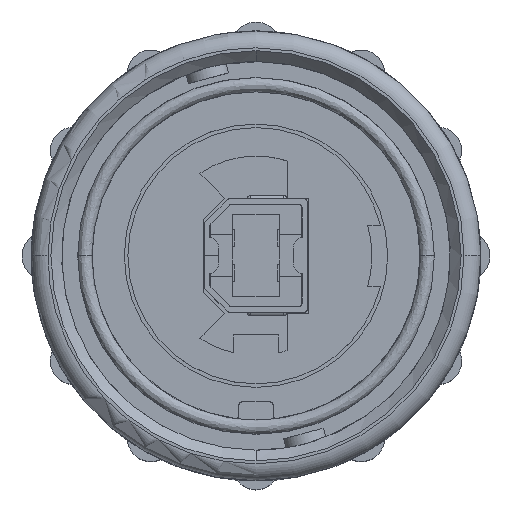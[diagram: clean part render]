
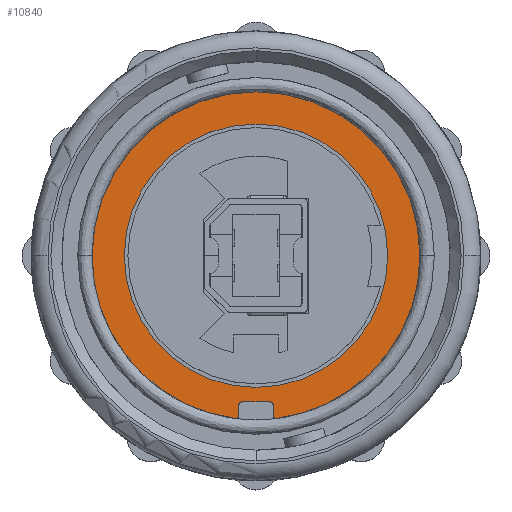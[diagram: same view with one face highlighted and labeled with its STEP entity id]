
A CAD part, top view. The second image highlights one B-rep face of the part: STEP entity #10840.
In plain terms, the highlighted planar face has unit normal (0, 0, 1).
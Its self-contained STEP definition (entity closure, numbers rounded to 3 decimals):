
#114 = AXIS2_PLACEMENT_3D ( 'NONE', #995, #996, #997 ) ;
#115 = AXIS2_PLACEMENT_3D ( 'NONE', #989, #993, #994 ) ;
#116 = AXIS2_PLACEMENT_3D ( 'NONE', #986, #987, #988 ) ;
#122 = VECTOR ( 'NONE', #965, 1000. ) ;
#123 = AXIS2_PLACEMENT_3D ( 'NONE', #944, #969, #970 ) ;
#125 = VECTOR ( 'NONE', #959, 1000. ) ;
#127 = VECTOR ( 'NONE', #953, 1000. ) ;
#132 = AXIS2_PLACEMENT_3D ( 'NONE', #977, #978, #979 ) ;
#135 = AXIS2_PLACEMENT_3D ( 'NONE', #926, #933, #934 ) ;
#141 = AXIS2_PLACEMENT_3D ( 'NONE', #917, #921, #922 ) ;
#332 = EDGE_CURVE ( 'NONE', #4461, #4462, #420, .T. ) ;
#336 = EDGE_CURVE ( 'NONE', #7406, #7403, #422, .T. ) ;
#342 = EDGE_CURVE ( 'NONE', #7403, #7396, #951, .T. ) ;
#344 = EDGE_CURVE ( 'NONE', #7399, #4461, #957, .T. ) ;
#346 = EDGE_CURVE ( 'NONE', #7406, #4462, #963, .T. ) ;
#348 = EDGE_CURVE ( 'NONE', #6897, #6899, #425, .T. ) ;
#351 = EDGE_CURVE ( 'NONE', #7392, #7396, #427, .T. ) ;
#354 = EDGE_CURVE ( 'NONE', #7399, #7401, #430, .T. ) ;
#356 = EDGE_CURVE ( 'NONE', #7401, #6910, #431, .T. ) ;
#357 = EDGE_CURVE ( 'NONE', #6904, #7392, #432, .T. ) ;
#420 = CIRCLE ( 'NONE', #141, 0.254 ) ;
#422 = CIRCLE ( 'NONE', #135, 0.254 ) ;
#425 = CIRCLE ( 'NONE', #123, 9.296 ) ;
#427 = CIRCLE ( 'NONE', #132, 0.254 ) ;
#430 = CIRCLE ( 'NONE', #116, 0.254 ) ;
#431 = CIRCLE ( 'NONE', #115, 11.57 ) ;
#432 = CIRCLE ( 'NONE', #114, 11.57 ) ;
#673 = CIRCLE ( 'NONE', #5101, 9.296 ) ;
#678 = CIRCLE ( 'NONE', #5088, 11.57 ) ;
#917 = CARTESIAN_POINT ( 'NONE',  ( -0.952, -10.554, 0. ) ) ;
#921 = DIRECTION ( 'NONE',  ( 0., 0., -1. ) ) ;
#922 = DIRECTION ( 'NONE',  ( -1., 0., 0. ) ) ;
#926 = CARTESIAN_POINT ( 'NONE',  ( 0.952, -10.554, 0. ) ) ;
#933 = DIRECTION ( 'NONE',  ( 0., 0., -1. ) ) ;
#934 = DIRECTION ( 'NONE',  ( -1., 0., 0. ) ) ;
#944 = CARTESIAN_POINT ( 'NONE',  ( 0., 0., 0. ) ) ;
#951 = LINE ( 'NONE', #952, #127 ) ;
#952 = CARTESIAN_POINT ( 'NONE',  ( 1.206, -10.3, 0. ) ) ;
#953 = DIRECTION ( 'NONE',  ( 0., -1., 0. ) ) ;
#957 = LINE ( 'NONE', #958, #125 ) ;
#958 = CARTESIAN_POINT ( 'NONE',  ( -1.206, -11.507, 0. ) ) ;
#959 = DIRECTION ( 'NONE',  ( 0., 1., 0. ) ) ;
#963 = LINE ( 'NONE', #964, #122 ) ;
#964 = CARTESIAN_POINT ( 'NONE',  ( 0., -10.3, 0. ) ) ;
#965 = DIRECTION ( 'NONE',  ( -1., 0., 0. ) ) ;
#969 = DIRECTION ( 'NONE',  ( 0., 0., 1. ) ) ;
#970 = DIRECTION ( 'NONE',  ( 1., 0., 0. ) ) ;
#977 = CARTESIAN_POINT ( 'NONE',  ( 1.46, -11.221, 0. ) ) ;
#978 = DIRECTION ( 'NONE',  ( 0., 0., -1. ) ) ;
#979 = DIRECTION ( 'NONE',  ( 1., 0., 0. ) ) ;
#986 = CARTESIAN_POINT ( 'NONE',  ( -1.46, -11.221, 0. ) ) ;
#987 = DIRECTION ( 'NONE',  ( 0., 0., -1. ) ) ;
#988 = DIRECTION ( 'NONE',  ( 1., 0., 0. ) ) ;
#989 = CARTESIAN_POINT ( 'NONE',  ( 0., 0., 0. ) ) ;
#993 = DIRECTION ( 'NONE',  ( 0., 0., -1. ) ) ;
#994 = DIRECTION ( 'NONE',  ( 1., 0., 0. ) ) ;
#995 = CARTESIAN_POINT ( 'NONE',  ( 0., 0., 0. ) ) ;
#996 = DIRECTION ( 'NONE',  ( 0., 0., -1. ) ) ;
#997 = DIRECTION ( 'NONE',  ( 1., 0., 0. ) ) ;
#2728 = CARTESIAN_POINT ( 'NONE',  ( -1.206, -10.554, 0. ) ) ;
#2729 = CARTESIAN_POINT ( 'NONE',  ( -0.952, -10.3, 0. ) ) ;
#4461 = VERTEX_POINT ( 'NONE', #2728 ) ;
#4462 = VERTEX_POINT ( 'NONE', #2729 ) ;
#5088 = AXIS2_PLACEMENT_3D ( 'NONE', #9891, #9895, #9896 ) ;
#5101 = AXIS2_PLACEMENT_3D ( 'NONE', #9864, #9868, #9869 ) ;
#5813 = EDGE_LOOP ( 'NONE', ( #8659, #8664, #8650, #8662, #8668, #8676, #8673, #8694, #8699, #8704 ) ) ;
#5814 = EDGE_LOOP ( 'NONE', ( #8642, #8648 ) ) ;
#6309 = CARTESIAN_POINT ( 'NONE',  ( 9.296, 0., 0. ) ) ;
#6310 = CARTESIAN_POINT ( 'NONE',  ( -9.296, 0., 0. ) ) ;
#6312 = CARTESIAN_POINT ( 'NONE',  ( 11.57, 0., 0. ) ) ;
#6314 = CARTESIAN_POINT ( 'NONE',  ( -11.57, 0., 0. ) ) ;
#6335 = CARTESIAN_POINT ( 'NONE',  ( 1.493, -11.473, 0. ) ) ;
#6339 = CARTESIAN_POINT ( 'NONE',  ( 1.207, -11.221, 0. ) ) ;
#6342 = CARTESIAN_POINT ( 'NONE',  ( -1.206, -11.221, 0. ) ) ;
#6344 = CARTESIAN_POINT ( 'NONE',  ( -1.493, -11.473, 0. ) ) ;
#6346 = CARTESIAN_POINT ( 'NONE',  ( 1.207, -10.554, 0. ) ) ;
#6349 = CARTESIAN_POINT ( 'NONE',  ( 0.952, -10.3, 0. ) ) ;
#6897 = VERTEX_POINT ( 'NONE', #6309 ) ;
#6899 = VERTEX_POINT ( 'NONE', #6310 ) ;
#6904 = VERTEX_POINT ( 'NONE', #6312 ) ;
#6910 = VERTEX_POINT ( 'NONE', #6314 ) ;
#7392 = VERTEX_POINT ( 'NONE', #6335 ) ;
#7396 = VERTEX_POINT ( 'NONE', #6339 ) ;
#7399 = VERTEX_POINT ( 'NONE', #6342 ) ;
#7401 = VERTEX_POINT ( 'NONE', #6344 ) ;
#7403 = VERTEX_POINT ( 'NONE', #6346 ) ;
#7406 = VERTEX_POINT ( 'NONE', #6349 ) ;
#8531 = PLANE ( 'NONE',  #13488 ) ;
#8533 = CARTESIAN_POINT ( 'NONE',  ( 0., 10.516, 0. ) ) ;
#8534 = DIRECTION ( 'NONE',  ( 0., 0., -1. ) ) ;
#8536 = DIRECTION ( 'NONE',  ( -1., 0., 0. ) ) ;
#8642 = ORIENTED_EDGE ( 'NONE', *, *, #348, .F. ) ;
#8648 = ORIENTED_EDGE ( 'NONE', *, *, #12971, .F. ) ;
#8650 = ORIENTED_EDGE ( 'NONE', *, *, #344, .T. ) ;
#8659 = ORIENTED_EDGE ( 'NONE', *, *, #356, .F. ) ;
#8662 = ORIENTED_EDGE ( 'NONE', *, *, #332, .T. ) ;
#8664 = ORIENTED_EDGE ( 'NONE', *, *, #354, .F. ) ;
#8668 = ORIENTED_EDGE ( 'NONE', *, *, #346, .F. ) ;
#8673 = ORIENTED_EDGE ( 'NONE', *, *, #342, .T. ) ;
#8676 = ORIENTED_EDGE ( 'NONE', *, *, #336, .T. ) ;
#8694 = ORIENTED_EDGE ( 'NONE', *, *, #351, .F. ) ;
#8699 = ORIENTED_EDGE ( 'NONE', *, *, #357, .F. ) ;
#8704 = ORIENTED_EDGE ( 'NONE', *, *, #12980, .F. ) ;
#9864 = CARTESIAN_POINT ( 'NONE',  ( 0., 0., 0. ) ) ;
#9868 = DIRECTION ( 'NONE',  ( 0., 0., 1. ) ) ;
#9869 = DIRECTION ( 'NONE',  ( 1., 0., 0. ) ) ;
#9891 = CARTESIAN_POINT ( 'NONE',  ( 0., 0., 0. ) ) ;
#9895 = DIRECTION ( 'NONE',  ( 0., 0., -1. ) ) ;
#9896 = DIRECTION ( 'NONE',  ( 1., 0., 0. ) ) ;
#10840 = ADVANCED_FACE ( 'NONE', ( #13477, #13486 ), #8531, .F. ) ;
#12971 = EDGE_CURVE ( 'NONE', #6899, #6897, #673, .T. ) ;
#12980 = EDGE_CURVE ( 'NONE', #6910, #6904, #678, .T. ) ;
#13477 = FACE_BOUND ( 'NONE', #5814, .T. ) ;
#13486 = FACE_OUTER_BOUND ( 'NONE', #5813, .T. ) ;
#13488 = AXIS2_PLACEMENT_3D ( 'NONE', #8533, #8534, #8536 ) ;
